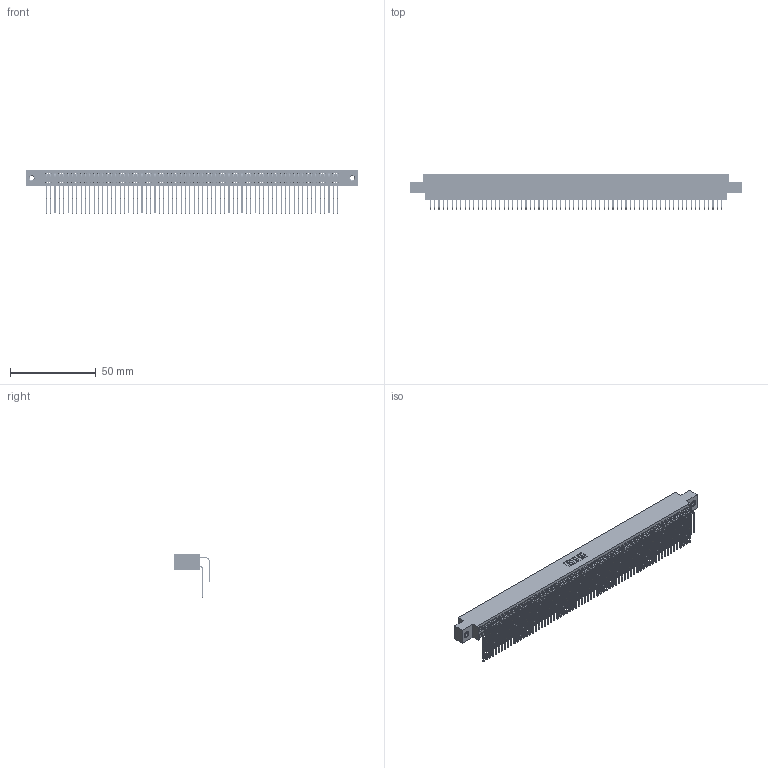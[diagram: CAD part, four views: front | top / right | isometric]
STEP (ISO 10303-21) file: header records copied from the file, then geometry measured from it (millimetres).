
FILE_DESCRIPTION (( 'STEP AP203' ), '1' );
FILE_NAME ('395-136-559-807.STEP', '2018-12-05T11:47:08', ( '' ), ( '' ), 'SwSTEP 2.0', 'SolidWorks 2016', '' );
FILE_SCHEMA (( 'CONFIG_CONTROL_DESIGN' ));
Length unit declared in the file: inch
Products named in the file (5): 345-292-001_559 Tail - 2; 395-136-559-807; 345 Part_0.170 Offset - 0.156 Dia-TI; 345-250-001_345-250-005-103; 345-292-001_558 559 Tail - 1
Assembly tree (139 placements, depth 2):
  395-136-559-807
    345 Part_0.170 Offset - 0.156 Dia-TI
    345-292-001_558 559 Tail - 1  x68
    345-292-001_559 Tail - 2  x68
    345-250-001_345-250-005-103  x2
Bounding box: 193.93 x 20.56 x 25.53 mm (x, y, z)
Volume: 19737.5 mm3; surface area: 33539.4 mm2
Topology: 139 solids, 139 shells, 7262 faces, 21569 edges, 14190 vertices
Faces by surface type: plane 4876, cylinder 2370, cone 12, torus 4
Entity records: 52824 total; most frequent: CARTESIAN_POINT 8858, ORIENTED_EDGE 8734, DIRECTION 7777, EDGE_CURVE 4367, LINE 3903, VECTOR 3903, VERTEX_POINT 2904, AXIS2_PLACEMENT_3D 1937
